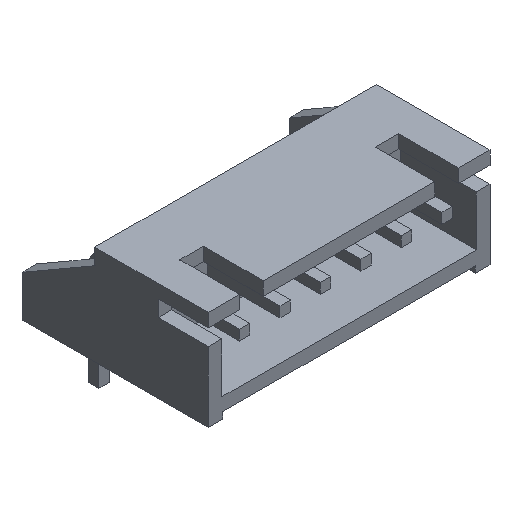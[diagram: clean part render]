
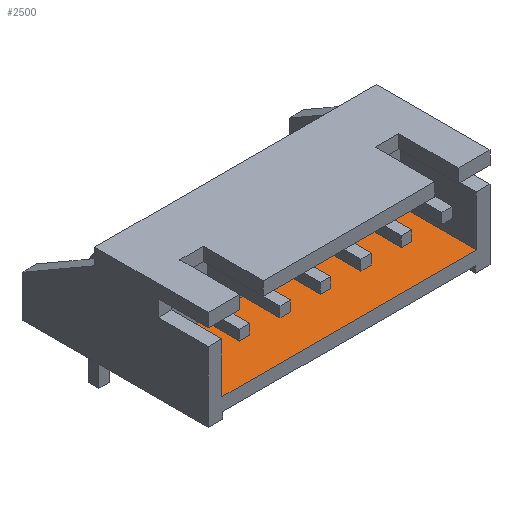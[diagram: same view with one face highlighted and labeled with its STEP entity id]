
A CAD part, isometric view. The second image highlights one B-rep face of the part: STEP entity #2500.
In plain terms, the highlighted planar face has unit normal (0, 0, 1).
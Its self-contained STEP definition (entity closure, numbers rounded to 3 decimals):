
#126 = PLANE('',#127);
#127 = AXIS2_PLACEMENT_3D('',#128,#129,#130);
#128 = CARTESIAN_POINT('',(-2.45,-9.2,4.325));
#129 = DIRECTION('',(0.,1.,0.));
#130 = DIRECTION('',(0.,0.,-1.));
#565 = VERTEX_POINT('',#566);
#566 = CARTESIAN_POINT('',(14.1,-9.2,1.225));
#580 = PLANE('',#581);
#581 = AXIS2_PLACEMENT_3D('',#582,#583,#584);
#582 = CARTESIAN_POINT('',(14.1,-4.5,5.325));
#583 = DIRECTION('',(1.,0.,0.));
#584 = DIRECTION('',(0.,0.,1.));
#592 = EDGE_CURVE('',#593,#565,#595,.T.);
#593 = VERTEX_POINT('',#594);
#594 = CARTESIAN_POINT('',(-1.6,-9.2,1.225));
#595 = SURFACE_CURVE('',#596,(#600,#607),.PCURVE_S1.);
#596 = LINE('',#597,#598);
#597 = CARTESIAN_POINT('',(14.1,-9.2,1.225));
#598 = VECTOR('',#599,1.);
#599 = DIRECTION('',(1.,0.,0.));
#600 = PCURVE('',#126,#601);
#601 = DEFINITIONAL_REPRESENTATION('',(#602),#606);
#602 = LINE('',#603,#604);
#603 = CARTESIAN_POINT('',(3.1,-16.55));
#604 = VECTOR('',#605,1.);
#605 = DIRECTION('',(0.,-1.));
#606 = ( GEOMETRIC_REPRESENTATION_CONTEXT(2) 
PARAMETRIC_REPRESENTATION_CONTEXT() REPRESENTATION_CONTEXT('2D SPACE',''
  ) );
#607 = PCURVE('',#608,#613);
#608 = PLANE('',#609);
#609 = AXIS2_PLACEMENT_3D('',#610,#611,#612);
#610 = CARTESIAN_POINT('',(14.1,-4.5,1.225));
#611 = DIRECTION('',(0.,0.,-1.));
#612 = DIRECTION('',(1.,0.,0.));
#613 = DEFINITIONAL_REPRESENTATION('',(#614),#618);
#614 = LINE('',#615,#616);
#615 = CARTESIAN_POINT('',(0.,4.7));
#616 = VECTOR('',#617,1.);
#617 = DIRECTION('',(1.,0.));
#618 = ( GEOMETRIC_REPRESENTATION_CONTEXT(2) 
PARAMETRIC_REPRESENTATION_CONTEXT() REPRESENTATION_CONTEXT('2D SPACE',''
  ) );
#636 = PLANE('',#637);
#637 = AXIS2_PLACEMENT_3D('',#638,#639,#640);
#638 = CARTESIAN_POINT('',(-1.6,-4.5,5.325));
#639 = DIRECTION('',(-1.,0.,0.));
#640 = DIRECTION('',(0.,0.,-1.));
#2123 = PLANE('',#2124);
#2124 = AXIS2_PLACEMENT_3D('',#2125,#2126,#2127);
#2125 = CARTESIAN_POINT('',(14.1,-4.5,5.325));
#2126 = DIRECTION('',(0.,1.,0.));
#2127 = DIRECTION('',(0.,0.,-1.));
#2376 = EDGE_CURVE('',#2377,#593,#2379,.T.);
#2377 = VERTEX_POINT('',#2378);
#2378 = CARTESIAN_POINT('',(-1.6,-4.5,1.225));
#2379 = SURFACE_CURVE('',#2380,(#2384,#2391),.PCURVE_S1.);
#2380 = LINE('',#2381,#2382);
#2381 = CARTESIAN_POINT('',(-1.6,-4.5,1.225));
#2382 = VECTOR('',#2383,1.);
#2383 = DIRECTION('',(0.,-1.,0.));
#2384 = PCURVE('',#636,#2385);
#2385 = DEFINITIONAL_REPRESENTATION('',(#2386),#2390);
#2386 = LINE('',#2387,#2388);
#2387 = CARTESIAN_POINT('',(4.1,0.));
#2388 = VECTOR('',#2389,1.);
#2389 = DIRECTION('',(0.,1.));
#2390 = ( GEOMETRIC_REPRESENTATION_CONTEXT(2) 
PARAMETRIC_REPRESENTATION_CONTEXT() REPRESENTATION_CONTEXT('2D SPACE',''
  ) );
#2391 = PCURVE('',#608,#2392);
#2392 = DEFINITIONAL_REPRESENTATION('',(#2393),#2397);
#2393 = LINE('',#2394,#2395);
#2394 = CARTESIAN_POINT('',(-15.7,0.));
#2395 = VECTOR('',#2396,1.);
#2396 = DIRECTION('',(0.,1.));
#2397 = ( GEOMETRIC_REPRESENTATION_CONTEXT(2) 
PARAMETRIC_REPRESENTATION_CONTEXT() REPRESENTATION_CONTEXT('2D SPACE',''
  ) );
#2500 = ADVANCED_FACE('',(#2501),#608,.F.);
#2501 = FACE_BOUND('',#2502,.T.);
#2502 = EDGE_LOOP('',(#2503,#2504,#2527,#2548));
#2503 = ORIENTED_EDGE('',*,*,#592,.T.);
#2504 = ORIENTED_EDGE('',*,*,#2505,.F.);
#2505 = EDGE_CURVE('',#2506,#565,#2508,.T.);
#2506 = VERTEX_POINT('',#2507);
#2507 = CARTESIAN_POINT('',(14.1,-4.5,1.225));
#2508 = SURFACE_CURVE('',#2509,(#2513,#2520),.PCURVE_S1.);
#2509 = LINE('',#2510,#2511);
#2510 = CARTESIAN_POINT('',(14.1,-4.5,1.225));
#2511 = VECTOR('',#2512,1.);
#2512 = DIRECTION('',(0.,-1.,0.));
#2513 = PCURVE('',#608,#2514);
#2514 = DEFINITIONAL_REPRESENTATION('',(#2515),#2519);
#2515 = LINE('',#2516,#2517);
#2516 = CARTESIAN_POINT('',(0.,0.));
#2517 = VECTOR('',#2518,1.);
#2518 = DIRECTION('',(0.,1.));
#2519 = ( GEOMETRIC_REPRESENTATION_CONTEXT(2) 
PARAMETRIC_REPRESENTATION_CONTEXT() REPRESENTATION_CONTEXT('2D SPACE',''
  ) );
#2520 = PCURVE('',#580,#2521);
#2521 = DEFINITIONAL_REPRESENTATION('',(#2522),#2526);
#2522 = LINE('',#2523,#2524);
#2523 = CARTESIAN_POINT('',(-4.1,0.));
#2524 = VECTOR('',#2525,1.);
#2525 = DIRECTION('',(0.,1.));
#2526 = ( GEOMETRIC_REPRESENTATION_CONTEXT(2) 
PARAMETRIC_REPRESENTATION_CONTEXT() REPRESENTATION_CONTEXT('2D SPACE',''
  ) );
#2527 = ORIENTED_EDGE('',*,*,#2528,.F.);
#2528 = EDGE_CURVE('',#2377,#2506,#2529,.T.);
#2529 = SURFACE_CURVE('',#2530,(#2534,#2541),.PCURVE_S1.);
#2530 = LINE('',#2531,#2532);
#2531 = CARTESIAN_POINT('',(14.1,-4.5,1.225));
#2532 = VECTOR('',#2533,1.);
#2533 = DIRECTION('',(1.,0.,0.));
#2534 = PCURVE('',#608,#2535);
#2535 = DEFINITIONAL_REPRESENTATION('',(#2536),#2540);
#2536 = LINE('',#2537,#2538);
#2537 = CARTESIAN_POINT('',(0.,0.));
#2538 = VECTOR('',#2539,1.);
#2539 = DIRECTION('',(1.,0.));
#2540 = ( GEOMETRIC_REPRESENTATION_CONTEXT(2) 
PARAMETRIC_REPRESENTATION_CONTEXT() REPRESENTATION_CONTEXT('2D SPACE',''
  ) );
#2541 = PCURVE('',#2123,#2542);
#2542 = DEFINITIONAL_REPRESENTATION('',(#2543),#2547);
#2543 = LINE('',#2544,#2545);
#2544 = CARTESIAN_POINT('',(4.1,0.));
#2545 = VECTOR('',#2546,1.);
#2546 = DIRECTION('',(0.,-1.));
#2547 = ( GEOMETRIC_REPRESENTATION_CONTEXT(2) 
PARAMETRIC_REPRESENTATION_CONTEXT() REPRESENTATION_CONTEXT('2D SPACE',''
  ) );
#2548 = ORIENTED_EDGE('',*,*,#2376,.T.);
